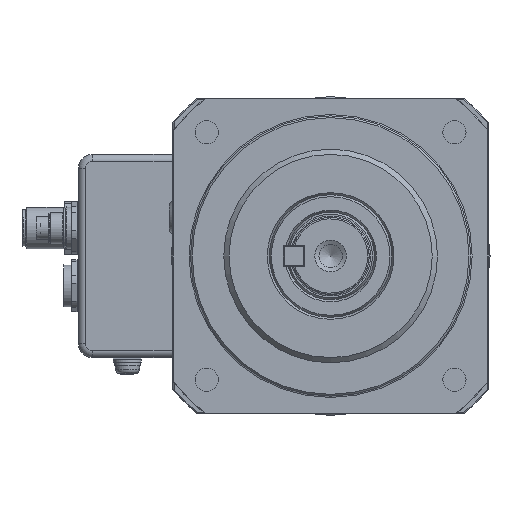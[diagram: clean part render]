
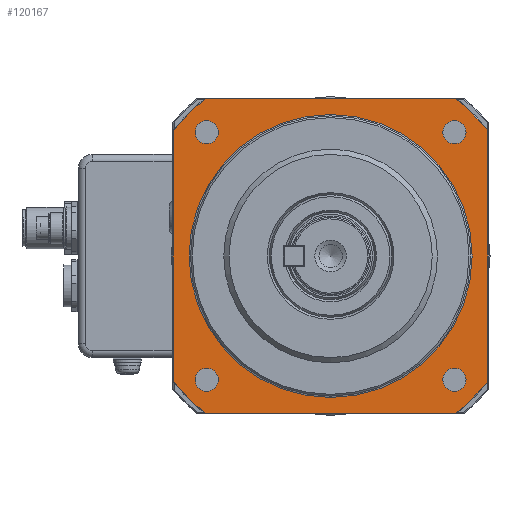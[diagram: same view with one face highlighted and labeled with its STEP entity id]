
A CAD part, left-side view. The second image highlights one B-rep face of the part: STEP entity #120167.
In plain terms, the highlighted face is planar.
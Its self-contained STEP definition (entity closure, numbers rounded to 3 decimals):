
#3384 = EDGE_LOOP ( 'NONE', ( #14260 ) ) ;
#4106 = CIRCLE ( 'NONE', #23890, 3.3 ) ;
#4306 = CARTESIAN_POINT ( 'NONE',  ( 0., 0., 0. ) ) ;
#5641 = DIRECTION ( 'NONE',  ( 0., 0., 1. ) ) ;
#6192 = DIRECTION ( 'NONE',  ( 0., 0., 1. ) ) ;
#7580 = CARTESIAN_POINT ( 'NONE',  ( -35.76, -44.9, 0. ) ) ;
#9459 = DIRECTION ( 'NONE',  ( -1., 0., 0. ) ) ;
#9773 = ORIENTED_EDGE ( 'NONE', *, *, #31543, .F. ) ;
#9874 = EDGE_CURVE ( 'NONE', #73357, #23096, #33443, .T. ) ;
#11170 = CARTESIAN_POINT ( 'NONE',  ( 44.9, -49.39, 0. ) ) ;
#11794 = FACE_OUTER_BOUND ( 'NONE', #65361, .T. ) ;
#12533 = VERTEX_POINT ( 'NONE', #7580 ) ;
#12897 = DIRECTION ( 'NONE',  ( 1., 0., 0. ) ) ;
#13447 = AXIS2_PLACEMENT_3D ( 'NONE', #83513, #6192, #123274 ) ;
#14260 = ORIENTED_EDGE ( 'NONE', *, *, #36256, .F. ) ;
#18522 = EDGE_LOOP ( 'NONE', ( #79233 ) ) ;
#18856 = VERTEX_POINT ( 'NONE', #156461 ) ;
#19685 = CIRCLE ( 'NONE', #124525, 3.3 ) ;
#20481 = CARTESIAN_POINT ( 'NONE',  ( 44.9, 35.76, 0. ) ) ;
#21996 = VERTEX_POINT ( 'NONE', #121365 ) ;
#23096 = VERTEX_POINT ( 'NONE', #70429 ) ;
#23890 = AXIS2_PLACEMENT_3D ( 'NONE', #145450, #108562, #55691 ) ;
#24871 = CARTESIAN_POINT ( 'NONE',  ( 0., 0., 0. ) ) ;
#26436 = DIRECTION ( 'NONE',  ( 1., 0., 0. ) ) ;
#30854 = VECTOR ( 'NONE', #12897, 1000. ) ;
#31543 = EDGE_CURVE ( 'NONE', #129221, #129221, #152967, .T. ) ;
#31653 = DIRECTION ( 'NONE',  ( 0., 0., 1. ) ) ;
#32835 = ORIENTED_EDGE ( 'NONE', *, *, #83710, .T. ) ;
#33443 = CIRCLE ( 'NONE', #103670, 57.4 ) ;
#34007 = EDGE_CURVE ( 'NONE', #155509, #87972, #132515, .T. ) ;
#34925 = DIRECTION ( 'NONE',  ( 1., 0., 0. ) ) ;
#36256 = EDGE_CURVE ( 'NONE', #37778, #37778, #37341, .T. ) ;
#36372 = CARTESIAN_POINT ( 'NONE',  ( -44.9, -49.39, 0. ) ) ;
#37341 = CIRCLE ( 'NONE', #114817, 3.3 ) ;
#37778 = VERTEX_POINT ( 'NONE', #40699 ) ;
#38414 = FACE_BOUND ( 'NONE', #3384, .T. ) ;
#38990 = LINE ( 'NONE', #90844, #30854 ) ;
#39073 = DIRECTION ( 'NONE',  ( 1., 0., 0. ) ) ;
#40699 = CARTESIAN_POINT ( 'NONE',  ( 38.655, 35.355, 0. ) ) ;
#41710 = VERTEX_POINT ( 'NONE', #131869 ) ;
#46478 = CARTESIAN_POINT ( 'NONE',  ( 35.76, -44.9, 0. ) ) ;
#46686 = AXIS2_PLACEMENT_3D ( 'NONE', #131563, #117982, #156621 ) ;
#50846 = CARTESIAN_POINT ( 'NONE',  ( -35.355, -35.355, 0. ) ) ;
#53085 = VERTEX_POINT ( 'NONE', #138730 ) ;
#54500 = FACE_BOUND ( 'NONE', #18522, .T. ) ;
#55691 = DIRECTION ( 'NONE',  ( 1., 0., 0. ) ) ;
#57174 = DIRECTION ( 'NONE',  ( 1., 0., 0. ) ) ;
#59880 = EDGE_CURVE ( 'NONE', #108732, #108732, #60996, .T. ) ;
#60996 = CIRCLE ( 'NONE', #132759, 40.4 ) ;
#64056 = ORIENTED_EDGE ( 'NONE', *, *, #9874, .T. ) ;
#64657 = FACE_BOUND ( 'NONE', #131303, .T. ) ;
#64965 = ORIENTED_EDGE ( 'NONE', *, *, #34007, .T. ) ;
#65361 = EDGE_LOOP ( 'NONE', ( #153385, #145066, #64965, #86785, #129343, #77879, #64056, #32835 ) ) ;
#66095 = VECTOR ( 'NONE', #166500, 1000. ) ;
#70429 = CARTESIAN_POINT ( 'NONE',  ( 44.9, -35.76, 0. ) ) ;
#72876 = EDGE_CURVE ( 'NONE', #87972, #21996, #100748, .T. ) ;
#73357 = VERTEX_POINT ( 'NONE', #46478 ) ;
#75444 = DIRECTION ( 'NONE',  ( 0., 1., 0. ) ) ;
#77879 = ORIENTED_EDGE ( 'NONE', *, *, #161540, .T. ) ;
#78450 = CARTESIAN_POINT ( 'NONE',  ( 35.355, 35.355, 0. ) ) ;
#79233 = ORIENTED_EDGE ( 'NONE', *, *, #164318, .F. ) ;
#81482 = EDGE_LOOP ( 'NONE', ( #160040 ) ) ;
#81602 = LINE ( 'NONE', #163464, #122210 ) ;
#82920 = EDGE_CURVE ( 'NONE', #114659, #41710, #141175, .T. ) ;
#83414 = DIRECTION ( 'NONE',  ( 1., 0., 0. ) ) ;
#83513 = CARTESIAN_POINT ( 'NONE',  ( -49.39, -49.39, 0. ) ) ;
#83710 = EDGE_CURVE ( 'NONE', #23096, #114659, #114516, .T. ) ;
#86785 = ORIENTED_EDGE ( 'NONE', *, *, #72876, .T. ) ;
#87878 = EDGE_LOOP ( 'NONE', ( #123894 ) ) ;
#87972 = VERTEX_POINT ( 'NONE', #131407 ) ;
#88326 = CARTESIAN_POINT ( 'NONE',  ( 0., 0., 0. ) ) ;
#90844 = CARTESIAN_POINT ( 'NONE',  ( -49.39, -44.9, 0. ) ) ;
#94139 = VECTOR ( 'NONE', #75444, 1000. ) ;
#96152 = EDGE_CURVE ( 'NONE', #21996, #12533, #112869, .T. ) ;
#97635 = CARTESIAN_POINT ( 'NONE',  ( -35.355, 35.355, 0. ) ) ;
#98160 = EDGE_CURVE ( 'NONE', #41710, #155509, #81602, .T. ) ;
#100748 = LINE ( 'NONE', #36372, #66095 ) ;
#101976 = DIRECTION ( 'NONE',  ( 0., 0., 1. ) ) ;
#103670 = AXIS2_PLACEMENT_3D ( 'NONE', #88326, #101976, #34925 ) ;
#104261 = DIRECTION ( 'NONE',  ( 0., 0., 1. ) ) ;
#108562 = DIRECTION ( 'NONE',  ( 0., 0., 1. ) ) ;
#108732 = VERTEX_POINT ( 'NONE', #108875 ) ;
#108875 = CARTESIAN_POINT ( 'NONE',  ( 40.4, 0., 0. ) ) ;
#109158 = AXIS2_PLACEMENT_3D ( 'NONE', #4306, #31653, #134991 ) ;
#112869 = CIRCLE ( 'NONE', #109158, 57.4 ) ;
#114516 = LINE ( 'NONE', #11170, #94139 ) ;
#114659 = VERTEX_POINT ( 'NONE', #20481 ) ;
#114817 = AXIS2_PLACEMENT_3D ( 'NONE', #78450, #5641, #57174 ) ;
#115241 = CARTESIAN_POINT ( 'NONE',  ( -32.055, -35.355, 0. ) ) ;
#117982 = DIRECTION ( 'NONE',  ( 0., 0., 1. ) ) ;
#120167 = ADVANCED_FACE ( 'NONE', ( #150248, #11794, #38414, #129861, #64657, #54500 ), #161908, .T. ) ;
#121365 = CARTESIAN_POINT ( 'NONE',  ( -44.9, -35.76, 0. ) ) ;
#122210 = VECTOR ( 'NONE', #9459, 1000. ) ;
#123274 = DIRECTION ( 'NONE',  ( 1., 0., 0. ) ) ;
#123894 = ORIENTED_EDGE ( 'NONE', *, *, #59880, .T. ) ;
#124525 = AXIS2_PLACEMENT_3D ( 'NONE', #97635, #162382, #83414 ) ;
#125410 = EDGE_CURVE ( 'NONE', #18856, #18856, #4106, .T. ) ;
#129221 = VERTEX_POINT ( 'NONE', #115241 ) ;
#129343 = ORIENTED_EDGE ( 'NONE', *, *, #96152, .T. ) ;
#129408 = DIRECTION ( 'NONE',  ( 0., 0., 1. ) ) ;
#129861 = FACE_BOUND ( 'NONE', #81482, .T. ) ;
#131303 = EDGE_LOOP ( 'NONE', ( #9773 ) ) ;
#131407 = CARTESIAN_POINT ( 'NONE',  ( -44.9, 35.76, 0. ) ) ;
#131563 = CARTESIAN_POINT ( 'NONE',  ( 0., 0., 0. ) ) ;
#131869 = CARTESIAN_POINT ( 'NONE',  ( 35.76, 44.9, 0. ) ) ;
#132515 = CIRCLE ( 'NONE', #134709, 57.4 ) ;
#132759 = AXIS2_PLACEMENT_3D ( 'NONE', #156739, #168130, #141971 ) ;
#134709 = AXIS2_PLACEMENT_3D ( 'NONE', #24871, #129408, #39073 ) ;
#134991 = DIRECTION ( 'NONE',  ( 1., 0., 0. ) ) ;
#138730 = CARTESIAN_POINT ( 'NONE',  ( -32.055, 35.355, 0. ) ) ;
#141175 = CIRCLE ( 'NONE', #46686, 57.4 ) ;
#141971 = DIRECTION ( 'NONE',  ( 1., 0., 0. ) ) ;
#145066 = ORIENTED_EDGE ( 'NONE', *, *, #98160, .T. ) ;
#145450 = CARTESIAN_POINT ( 'NONE',  ( 35.355, -35.355, 0. ) ) ;
#150248 = FACE_BOUND ( 'NONE', #87878, .T. ) ;
#152967 = CIRCLE ( 'NONE', #166659, 3.3 ) ;
#153385 = ORIENTED_EDGE ( 'NONE', *, *, #82920, .T. ) ;
#155509 = VERTEX_POINT ( 'NONE', #156665 ) ;
#156461 = CARTESIAN_POINT ( 'NONE',  ( 38.655, -35.355, 0. ) ) ;
#156621 = DIRECTION ( 'NONE',  ( 1., 0., 0. ) ) ;
#156665 = CARTESIAN_POINT ( 'NONE',  ( -35.76, 44.9, 0. ) ) ;
#156739 = CARTESIAN_POINT ( 'NONE',  ( 0., 0., 0. ) ) ;
#160040 = ORIENTED_EDGE ( 'NONE', *, *, #125410, .F. ) ;
#161540 = EDGE_CURVE ( 'NONE', #12533, #73357, #38990, .T. ) ;
#161908 = PLANE ( 'NONE',  #13447 ) ;
#162382 = DIRECTION ( 'NONE',  ( 0., 0., 1. ) ) ;
#163464 = CARTESIAN_POINT ( 'NONE',  ( -49.39, 44.9, 0. ) ) ;
#164318 = EDGE_CURVE ( 'NONE', #53085, #53085, #19685, .T. ) ;
#166500 = DIRECTION ( 'NONE',  ( 0., -1., 0. ) ) ;
#166659 = AXIS2_PLACEMENT_3D ( 'NONE', #50846, #104261, #26436 ) ;
#168130 = DIRECTION ( 'NONE',  ( 0., 0., -1. ) ) ;
